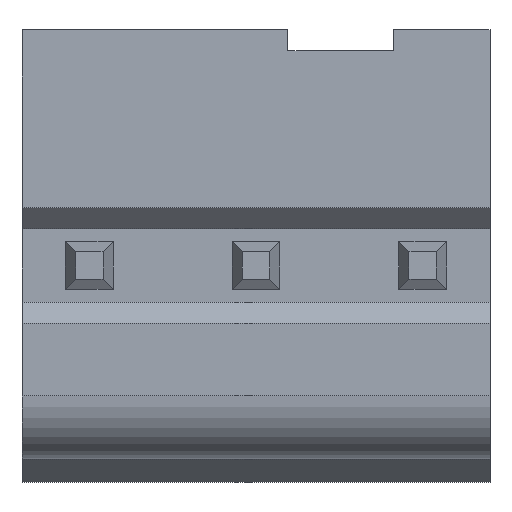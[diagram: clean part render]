
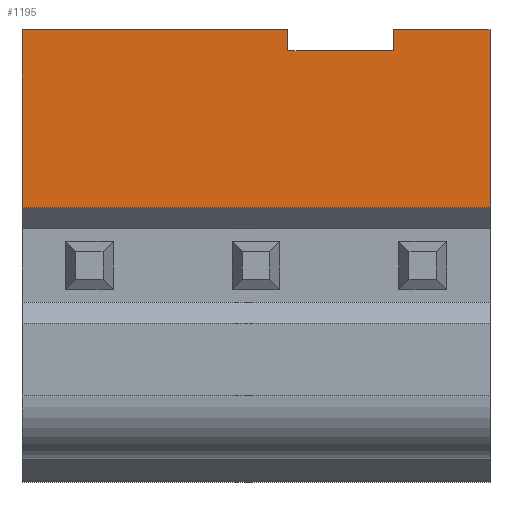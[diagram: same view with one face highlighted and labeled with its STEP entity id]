
A CAD part, front view. The second image highlights one B-rep face of the part: STEP entity #1195.
In plain terms, the highlighted planar face has unit normal (0, -1, 0).
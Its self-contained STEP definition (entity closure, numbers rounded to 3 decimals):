
#79=DIRECTION('',(0.,0.,-1.));
#80=VECTOR('',#79,4.225);
#81=CARTESIAN_POINT('',(-5.56,0.,10.2));
#82=LINE('',#81,#80);
#151=DIRECTION('',(0.,0.,-1.));
#152=VECTOR('',#151,0.5);
#153=CARTESIAN_POINT('',(3.26,0.,10.2));
#154=LINE('',#153,#152);
#155=DIRECTION('',(1.,0.,0.));
#156=VECTOR('',#155,2.3);
#157=CARTESIAN_POINT('',(3.26,0.,10.2));
#158=LINE('',#157,#156);
#159=DIRECTION('',(1.,0.,0.));
#160=VECTOR('',#159,11.12);
#161=CARTESIAN_POINT('',(-5.56,0.,5.975));
#162=LINE('',#161,#160);
#163=DIRECTION('',(1.,0.,0.));
#164=VECTOR('',#163,6.32);
#165=CARTESIAN_POINT('',(-5.56,0.,10.2));
#166=LINE('',#165,#164);
#167=DIRECTION('',(0.,0.,-1.));
#168=VECTOR('',#167,0.5);
#169=CARTESIAN_POINT('',(0.76,0.,10.2));
#170=LINE('',#169,#168);
#171=DIRECTION('',(-1.,0.,0.));
#172=VECTOR('',#171,2.5);
#173=CARTESIAN_POINT('',(3.26,0.,9.7));
#174=LINE('',#173,#172);
#187=DIRECTION('',(0.,0.,-1.));
#188=VECTOR('',#187,4.225);
#189=CARTESIAN_POINT('',(5.56,0.,10.2));
#190=LINE('',#189,#188);
#811=CARTESIAN_POINT('',(-5.56,0.,10.2));
#812=VERTEX_POINT('',#811);
#845=CARTESIAN_POINT('',(5.56,0.,10.2));
#846=VERTEX_POINT('',#845);
#867=CARTESIAN_POINT('',(-5.56,0.,5.975));
#868=VERTEX_POINT('',#867);
#875=CARTESIAN_POINT('',(5.56,0.,5.975));
#876=VERTEX_POINT('',#875);
#1029=CARTESIAN_POINT('',(3.26,0.,10.2));
#1030=VERTEX_POINT('',#1029);
#1031=CARTESIAN_POINT('',(0.76,0.,10.2));
#1032=VERTEX_POINT('',#1031);
#1033=CARTESIAN_POINT('',(3.26,0.,9.7));
#1034=VERTEX_POINT('',#1033);
#1035=CARTESIAN_POINT('',(0.76,0.,9.7));
#1036=VERTEX_POINT('',#1035);
#1174=CARTESIAN_POINT('',(-5.56,0.,10.2));
#1175=DIRECTION('',(0.,-1.,0.));
#1176=DIRECTION('',(0.,0.,-1.));
#1177=AXIS2_PLACEMENT_3D('',#1174,#1175,#1176);
#1178=PLANE('',#1177);
#1180=ORIENTED_EDGE('',*,*,#1179,.F.);
#1182=ORIENTED_EDGE('',*,*,#1181,.T.);
#1184=ORIENTED_EDGE('',*,*,#1183,.T.);
#1185=ORIENTED_EDGE('',*,*,#1152,.F.);
#1186=ORIENTED_EDGE('',*,*,#1078,.F.);
#1188=ORIENTED_EDGE('',*,*,#1187,.T.);
#1190=ORIENTED_EDGE('',*,*,#1189,.T.);
#1192=ORIENTED_EDGE('',*,*,#1191,.F.);
#1193=EDGE_LOOP('',(#1180,#1182,#1184,#1185,#1186,#1188,#1190,#1192));
#1194=FACE_OUTER_BOUND('',#1193,.F.);
#1195=ADVANCED_FACE('',(#1194),#1178,.T.);
#1078=EDGE_CURVE('',#812,#868,#82,.T.);
#1152=EDGE_CURVE('',#868,#876,#162,.T.);
#1179=EDGE_CURVE('',#1030,#1034,#154,.T.);
#1181=EDGE_CURVE('',#1030,#846,#158,.T.);
#1183=EDGE_CURVE('',#846,#876,#190,.T.);
#1187=EDGE_CURVE('',#812,#1032,#166,.T.);
#1189=EDGE_CURVE('',#1032,#1036,#170,.T.);
#1191=EDGE_CURVE('',#1034,#1036,#174,.T.);
